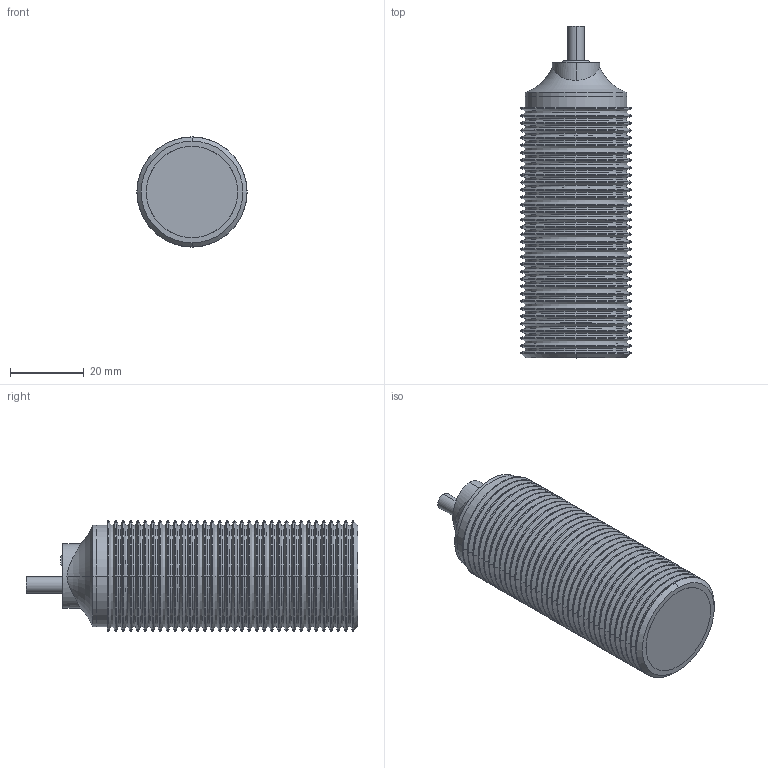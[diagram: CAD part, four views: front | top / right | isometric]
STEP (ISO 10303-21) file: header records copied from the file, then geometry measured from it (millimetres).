
FILE_DESCRIPTION(('STEP AP214'),'1');
FILE_NAME('cctmp_4BEB36BD-7F83-4BC0-B786-6D3A4C073223_2021_2_25_10_27_51_270..stp','2021-02-25T09:27:51',('Pepperl+Fuchs GmbH'),('CADClick - www.CADClick.com'),'Spatial InterOp 3D',' ','unknown authorization');
FILE_SCHEMA(('AUTOMOTIVE_DESIGN { 1 0 10303 214 1 1 1 1 }'));
Length unit declared in the file: millimetre
Products named in the file (1): 2021_02_25__10-27-51-268
Bounding box: 30 x 90.31 x 30 mm (x, y, z)
Volume: 48471.9 mm3; surface area: 12932.1 mm2
Topology: 1 solids, 2 shells, 306 faces, 627 edges, 329 vertices
Faces by surface type: cone 145, cylinder 143, plane 14, torus 2, bspline 2
Entity records: 10480 total; most frequent: DIRECTION 1535, CARTESIAN_POINT 1492, ORIENTED_EDGE 1248, EDGE_CURVE 624, AXIS2_PLACEMENT_3D 621, VERTEX_POINT 329, CIRCLE 314, EDGE_LOOP 313
